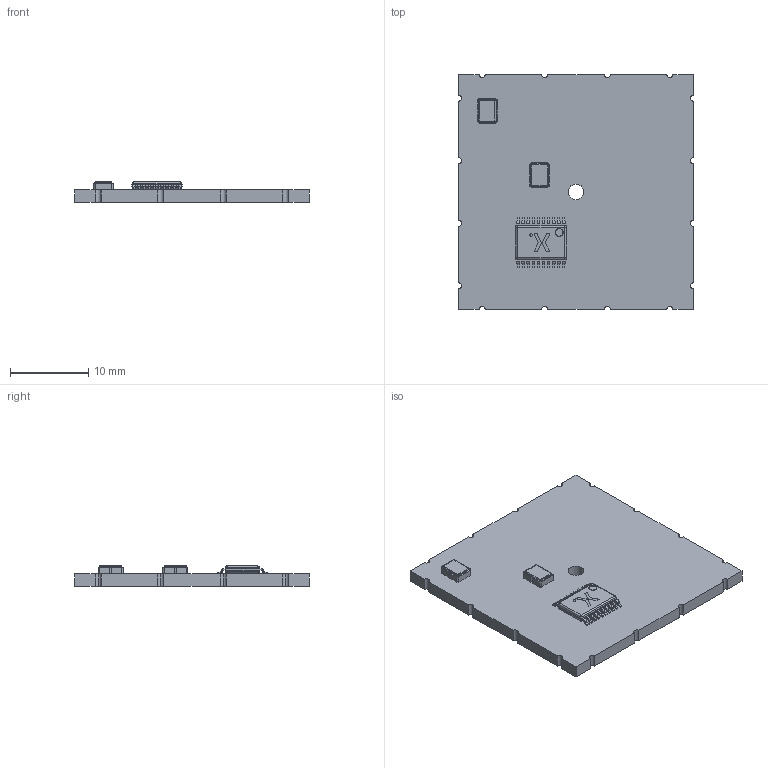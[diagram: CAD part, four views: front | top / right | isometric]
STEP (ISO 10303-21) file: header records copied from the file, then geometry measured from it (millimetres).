
FILE_DESCRIPTION(('KiCad electronic assembly'),'2;1');
FILE_NAME('module.step','2022-10-06T01:20:18',('Pcbnew'),('Kicad'), 'Open CASCADE STEP processor 7.5','KiCad to STEP converter','Unknown' );
FILE_SCHEMA(('AUTOMOTIVE_DESIGN { 1 0 10303 214 1 1 1 1 }'));
Length unit declared in the file: millimetre
Products named in the file (6): module 1; xtal_osc_3.2x2.5; COMPOUND; SOT360-1; module PCB
Assembly tree (6 placements, depth 3):
  module 1
    xtal_osc_3.2x2.5  x2
      COMPOUND
    SOT360-1
      COMPOUND
    module PCB
Bounding box: 30 x 30 x 2.65 mm (x, y, z)
Volume: 1469.8 mm3; surface area: 2203.6 mm2
Topology: 25 solids, 25 shells, 694 faces, 1686 edges, 1030 vertices
Faces by surface type: bspline 651, plane 22, cylinder 21
Full cylindrical faces by diameter (mm): 2 x1
Entity records: 35482 total; most frequent: CARTESIAN_POINT 15563, B_SPLINE_CURVE_WITH_KNOTS 3391, ORIENTED_EDGE 3024, PCURVE 3024, DEFINITIONAL_REPRESENTATION 3024, EDGE_CURVE 1512, SURFACE_CURVE 1511, VERTEX_POINT 934
